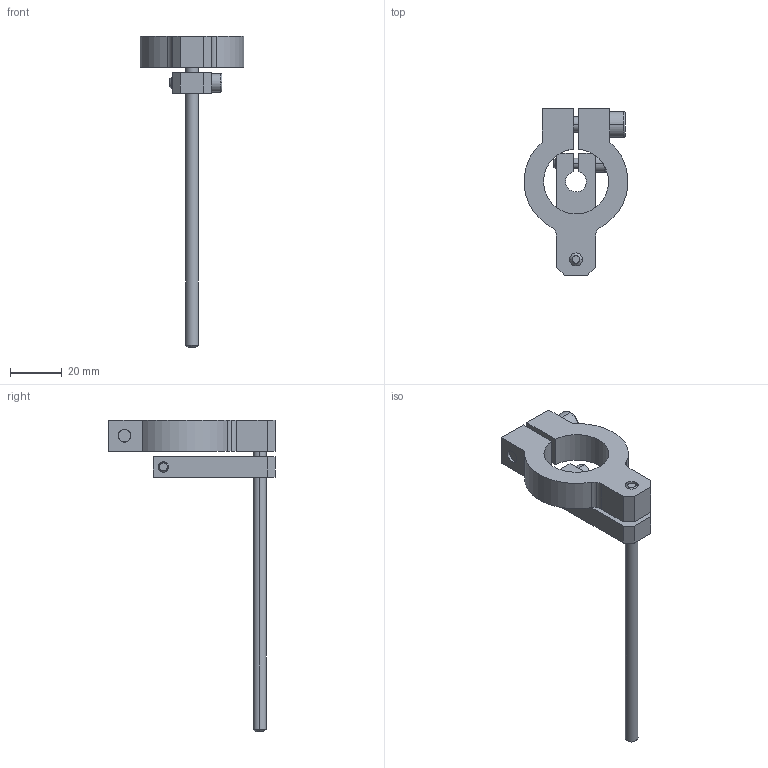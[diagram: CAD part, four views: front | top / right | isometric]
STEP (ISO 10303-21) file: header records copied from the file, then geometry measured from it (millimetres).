
FILE_DESCRIPTION((''),'2;1');
FILE_NAME('PT226979-T.stp','2004-06-25T08:30:25',('KAA'),(''),'Autodesk Inventor (R) 6.0','Autodesk Inventor (R) 6.0','');
FILE_SCHEMA(('AUTOMOTIVE_DESIGN { 1 0 10303 214 1 1 1 1 }'));
Length unit declared in the file: millimetre
Products named in the file (1): PT226979-T
Bounding box: 39.93 x 64 x 120 mm (x, y, z)
Volume: 22029.6 mm3; surface area: 11217.2 mm2
Topology: 1 solids, 1 shells, 106 faces, 270 edges, 172 vertices
Faces by surface type: plane 50, cylinder 28, cone 16, bspline 12
Entity records: 3467 total; most frequent: CARTESIAN_POINT 889, DIRECTION 538, ORIENTED_EDGE 532, EDGE_CURVE 266, AXIS2_PLACEMENT_3D 193, VERTEX_POINT 172, VECTOR 152, LINE 152
